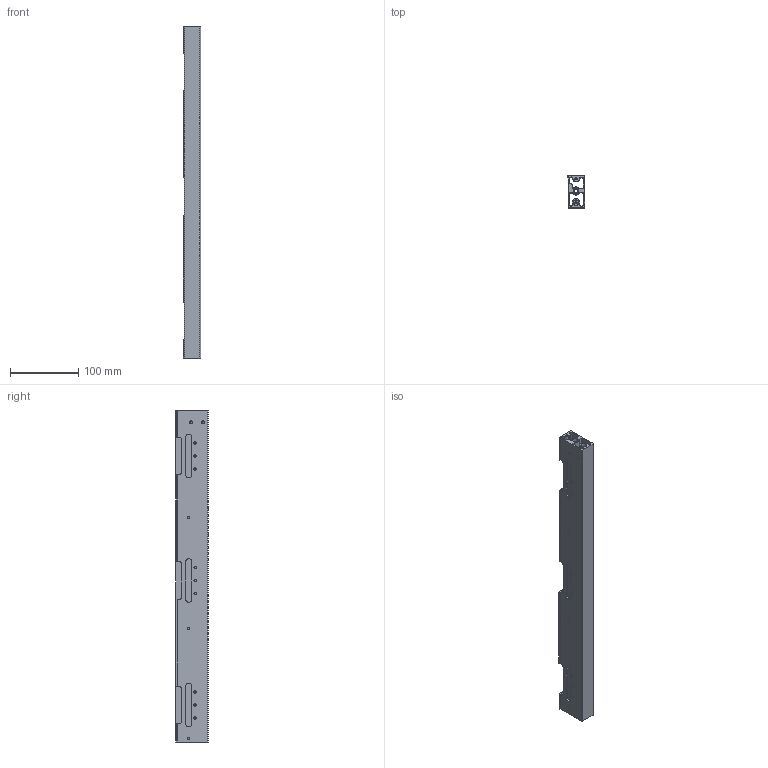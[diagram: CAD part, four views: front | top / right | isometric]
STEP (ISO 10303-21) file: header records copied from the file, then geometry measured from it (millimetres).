
FILE_DESCRIPTION (( 'STEP AP203' ), '1' );
FILE_NAME ('复件 顶左型材^顶部框架V1.STEP', '2022-09-27T05:50:26', ( '' ), ( '' ), 'SwSTEP 2.0', 'SolidWorks 2016', '' );
FILE_SCHEMA (( 'CONFIG_CONTROL_DESIGN' ));
Length unit declared in the file: millimetre
Products named in the file (1): 复件 顶左型材^顶部框架V1
Bounding box: 25 x 47 x 485 mm (x, y, z)
Volume: 257186.7 mm3; surface area: 166754.5 mm2
Topology: 1 solids, 1 shells, 197 faces, 588 edges, 387 vertices
Faces by surface type: cylinder 118, plane 64, cone 15
Entity records: 7885 total; most frequent: CARTESIAN_POINT 2339, ORIENTED_EDGE 1164, DIRECTION 1138, EDGE_CURVE 582, AXIS2_PLACEMENT_3D 418, VERTEX_POINT 387, LINE 302, VECTOR 302
